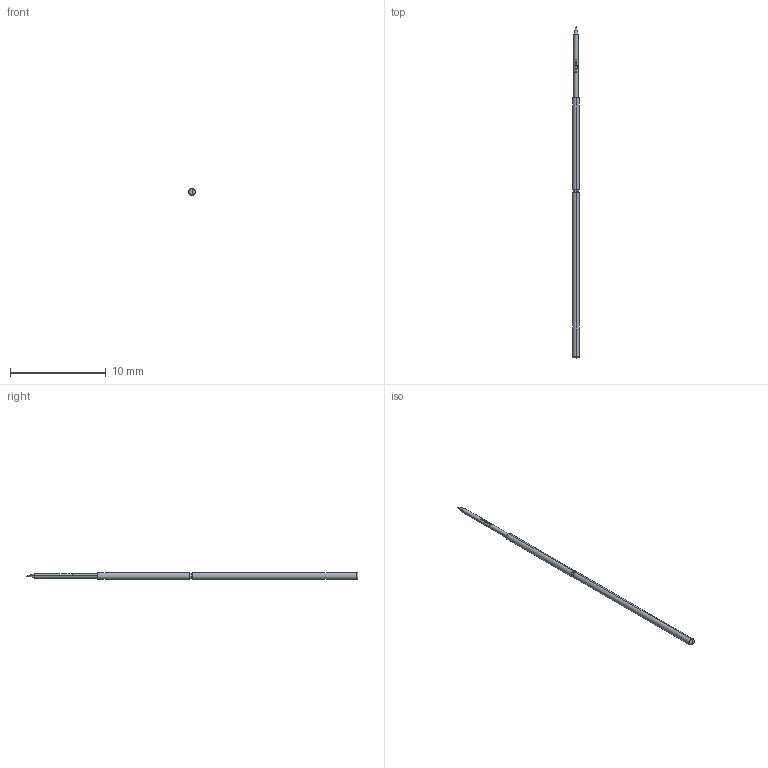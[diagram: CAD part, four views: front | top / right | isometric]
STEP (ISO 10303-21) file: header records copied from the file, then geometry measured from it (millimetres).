
FILE_DESCRIPTION (( 'STEP AP203' ), '1' );
FILE_NAME ('INGUN_GKS-081_351_050_A_xx00.STEP', '2021-09-30T07:46:18', ( 'ochi' ), ( '' ), 'SwSTEP 2.0', 'SolidWorks 2018', '' );
FILE_SCHEMA (( 'CONFIG_CONTROL_DESIGN' ));
Length unit declared in the file: millimetre
Products named in the file (1): INGUN_GKS-081_351_050_A_xx00
Bounding box: 0.7 x 34.6 x 0.7 mm (x, y, z)
Volume: 11.5 mm3; surface area: 70.3 mm2
Topology: 1 solids, 1 shells, 73 faces, 188 edges, 120 vertices
Faces by surface type: plane 28, bspline 25, cylinder 12, torus 6, cone 2
Entity records: 2729 total; most frequent: CARTESIAN_POINT 1263, ORIENTED_EDGE 368, EDGE_CURVE 184, B_SPLINE_CURVE_WITH_KNOTS 156, DIRECTION 146, VERTEX_POINT 120, EDGE_LOOP 80, FACE_OUTER_BOUND 73
